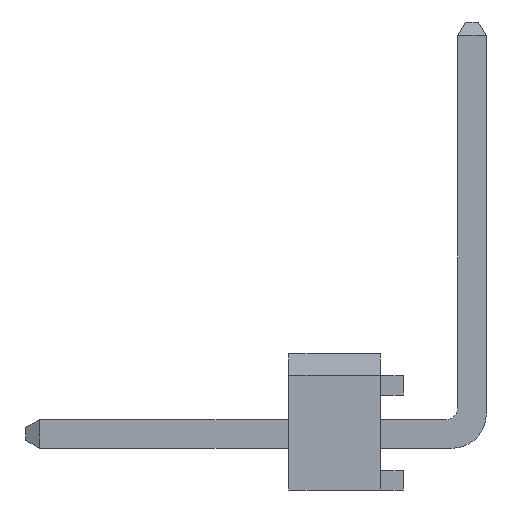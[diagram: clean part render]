
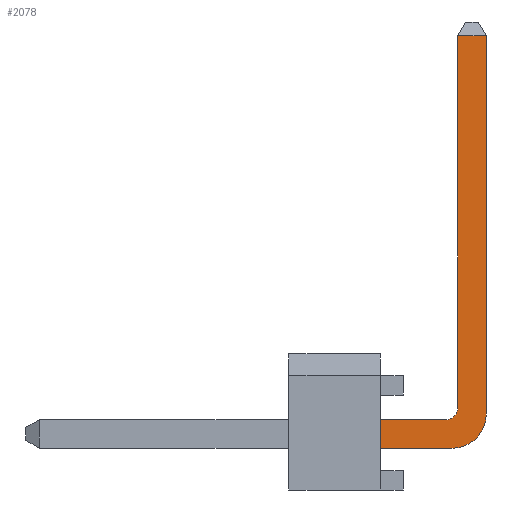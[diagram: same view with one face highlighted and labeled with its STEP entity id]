
A CAD part, left-side view. The second image highlights one B-rep face of the part: STEP entity #2078.
In plain terms, the highlighted planar face has unit normal (-1, 0, 0).
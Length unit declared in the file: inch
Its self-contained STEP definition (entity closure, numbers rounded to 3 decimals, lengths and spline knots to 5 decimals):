
#37=CIRCLE('',#2225,0.01);
#38=CIRCLE('',#2226,0.03);
#75=ORIENTED_EDGE('',*,*,#667,.F.);
#76=ORIENTED_EDGE('',*,*,#668,.F.);
#77=ORIENTED_EDGE('',*,*,#669,.T.);
#78=ORIENTED_EDGE('',*,*,#670,.F.);
#79=ORIENTED_EDGE('',*,*,#671,.F.);
#80=ORIENTED_EDGE('',*,*,#672,.F.);
#81=ORIENTED_EDGE('',*,*,#673,.F.);
#82=ORIENTED_EDGE('',*,*,#674,.F.);
#667=EDGE_CURVE('',#938,#949,#1151,.T.);
#668=EDGE_CURVE('',#959,#938,#1152,.T.);
#669=EDGE_CURVE('',#959,#960,#37,.T.);
#670=EDGE_CURVE('',#961,#960,#1153,.T.);
#671=EDGE_CURVE('',#962,#961,#1154,.T.);
#672=EDGE_CURVE('',#963,#962,#1155,.T.);
#673=EDGE_CURVE('',#964,#963,#38,.T.);
#674=EDGE_CURVE('',#949,#964,#1156,.T.);
#938=VERTEX_POINT('',#2895);
#949=VERTEX_POINT('',#2924);
#959=VERTEX_POINT('',#2952);
#960=VERTEX_POINT('',#2954);
#961=VERTEX_POINT('',#2956);
#962=VERTEX_POINT('',#2958);
#963=VERTEX_POINT('',#2960);
#964=VERTEX_POINT('',#2962);
#1151=LINE('',#2950,#1441);
#1152=LINE('',#2951,#1442);
#1153=LINE('',#2955,#1443);
#1154=LINE('',#2957,#1444);
#1155=LINE('',#2959,#1445);
#1156=LINE('',#2963,#1446);
#1441=VECTOR('',#2391,39.37008);
#1442=VECTOR('',#2392,39.37008);
#1443=VECTOR('',#2395,39.37008);
#1444=VECTOR('',#2396,39.37008);
#1445=VECTOR('',#2397,39.37008);
#1446=VECTOR('',#2400,39.37008);
#1712=EDGE_LOOP('',(#75,#76,#77,#78,#79,#80,#81,#82));
#1838=FACE_BOUND('',#1712,.T.);
#1964=PLANE('',#2224);
#2078=ADVANCED_FACE('',(#1838),#1964,.F.);
#2224=AXIS2_PLACEMENT_3D('',#2949,#2389,#2390);
#2225=AXIS2_PLACEMENT_3D('',#2953,#2393,#2394);
#2226=AXIS2_PLACEMENT_3D('',#2961,#2398,#2399);
#2389=DIRECTION('',(1.,0.,0.));
#2390=DIRECTION('',(0.,0.,-1.));
#2391=DIRECTION('',(0.,-1.,0.));
#2392=DIRECTION('',(0.,0.,1.));
#2393=DIRECTION('',(1.,0.,0.));
#2394=DIRECTION('',(0.,0.,-1.));
#2395=DIRECTION('',(0.,-1.,0.));
#2396=DIRECTION('',(0.,0.,1.));
#2397=DIRECTION('',(0.,1.,0.));
#2398=DIRECTION('',(1.,0.,0.));
#2399=DIRECTION('',(0.,0.,-1.));
#2400=DIRECTION('',(0.,0.,-1.));
#2895=CARTESIAN_POINT('',(-0.0625,0.0125,0.348));
#2924=CARTESIAN_POINT('',(-0.0625,-0.0125,0.348));
#2949=CARTESIAN_POINT('',(-0.0625,0.0175,0.0175));
#2950=CARTESIAN_POINT('',(-0.0625,0.0175,0.348));
#2951=CARTESIAN_POINT('',(-0.0625,0.0125,0.0225));
#2952=CARTESIAN_POINT('',(-0.0625,0.0125,0.0225));
#2953=CARTESIAN_POINT('',(-0.0625,0.0225,0.0225));
#2954=CARTESIAN_POINT('',(-0.0625,0.0225,0.0125));
#2955=CARTESIAN_POINT('',(-0.0625,0.378,0.0125));
#2956=CARTESIAN_POINT('',(-0.0625,0.11,0.0125));
#2957=CARTESIAN_POINT('',(-0.0625,0.11,0.0175));
#2958=CARTESIAN_POINT('',(-0.0625,0.11,-0.0125));
#2959=CARTESIAN_POINT('',(-0.0625,0.0175,-0.0125));
#2960=CARTESIAN_POINT('',(-0.0625,0.0175,-0.0125));
#2961=CARTESIAN_POINT('',(-0.0625,0.0175,0.0175));
#2962=CARTESIAN_POINT('',(-0.0625,-0.0125,0.0175));
#2963=CARTESIAN_POINT('',(-0.0625,-0.0125,0.348));
